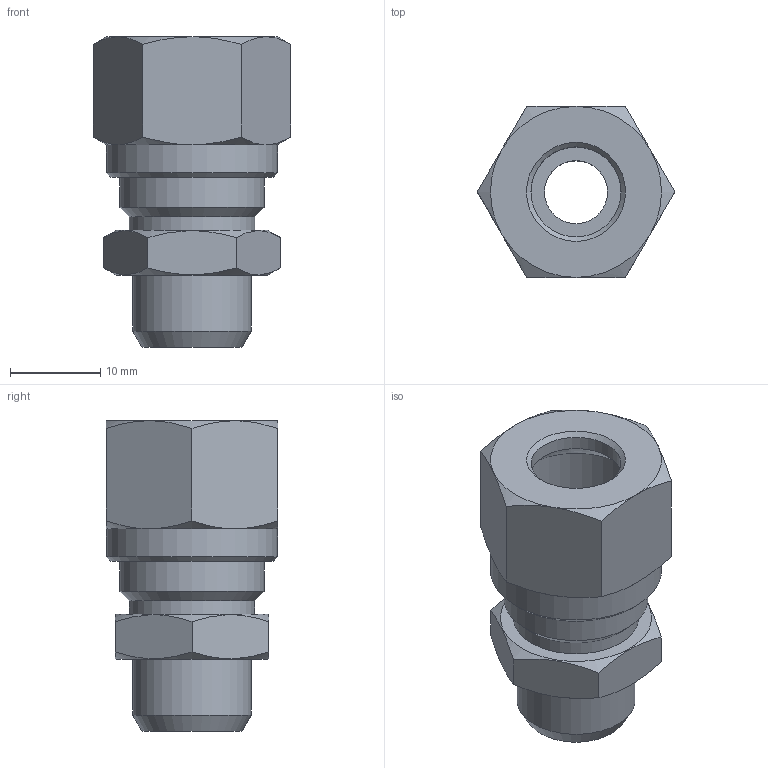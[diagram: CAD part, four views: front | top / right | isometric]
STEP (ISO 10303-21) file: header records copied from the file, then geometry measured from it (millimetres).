
FILE_DESCRIPTION(( 'MO.12.10.14L.STP' ), '1');
FILE_NAME( 'MO.12.10.14L.STP', '2018-10-03T09:37:30',( 'Sopra'),('sopra-pneumatic.com'), 'SwSTEP 2.0','SolidWorks 2009','' );
FILE_SCHEMA (('AUTOMOTIVE_DESIGN { 1 0 10303 214 1 1 1 1 }'));
Length unit declared in the file: millimetre
Products named in the file (3): Root; R94905; 96804
Assembly tree (2 placements, depth 2):
  Root
    R94905
    96804
Bounding box: 21.94 x 19 x 34.5 mm (x, y, z)
Volume: 5447.4 mm3; surface area: 4075.3 mm2
Topology: 2 solids, 2 shells, 50 faces, 110 edges, 67 vertices
Faces by surface type: cone 23, plane 19, cylinder 8
Full cylindrical faces by diameter (mm): 7 x1, 10 x2, 13.157 x1, 13.9 x1, 14.16 x1, 16 x1, 19 x1
Entity records: 2143 total; most frequent: DIRECTION 264, CARTESIAN_POINT 198, PRESENTATION_STYLE_ASSIGNMENT 170, COLOUR_RGB 169, DRAUGHTING_PRE_DEFINED_CURVE_FONT 168, CURVE_STYLE 168, OVER_RIDING_STYLED_ITEM 168, ORIENTED_EDGE 168
